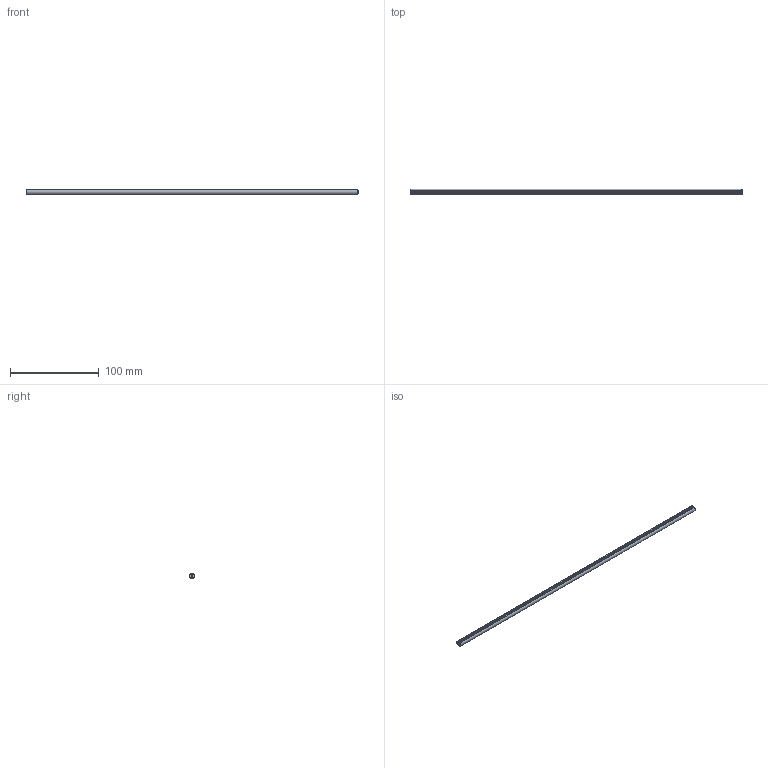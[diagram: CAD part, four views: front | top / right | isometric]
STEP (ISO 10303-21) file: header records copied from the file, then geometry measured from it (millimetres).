
FILE_DESCRIPTION(('FreeCAD Model'),'2;1');
FILE_NAME('Open CASCADE Shape Model','2024-06-18T17:51:28',(''),(''), 'Open CASCADE STEP processor 7.6','FreeCAD','Unknown');
FILE_SCHEMA(('AUTOMOTIVE_DESIGN { 1 0 10303 214 1 1 1 1 }'));
Length unit declared in the file: millimetre
Products named in the file (1): Shaft IDX BU30.00 - SPN-SFT-0240 (stemfie.org)
Bounding box: 375 x 6.6 x 5 mm (x, y, z)
Volume: 8560.1 mm3; surface area: 10747.7 mm2
Topology: 1 solids, 1 shells, 1066 faces, 3343 edges, 2066 vertices
Faces by surface type: cylinder 363, plane 317, cone 244, extrusion 142
Full cylindrical faces by diameter (mm): 2 x361
Entity records: 38379 total; most frequent: CARTESIAN_POINT 7328, ORIENTED_EDGE 6686, DIRECTION 6517, EDGE_CURVE 3343, AXIS2_PLACEMENT_3D 2391, VERTEX_POINT 2066, VECTOR 1735, LINE 1593
